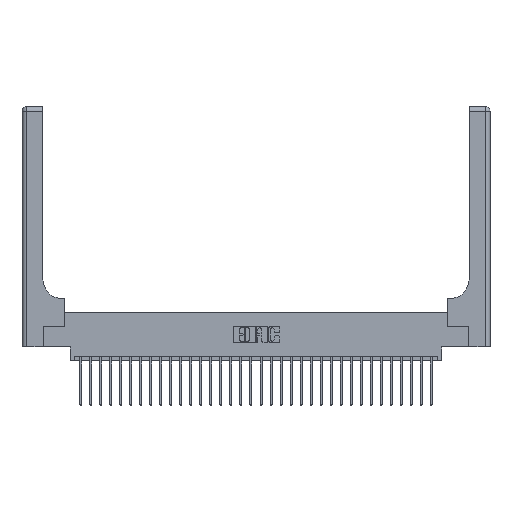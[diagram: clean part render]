
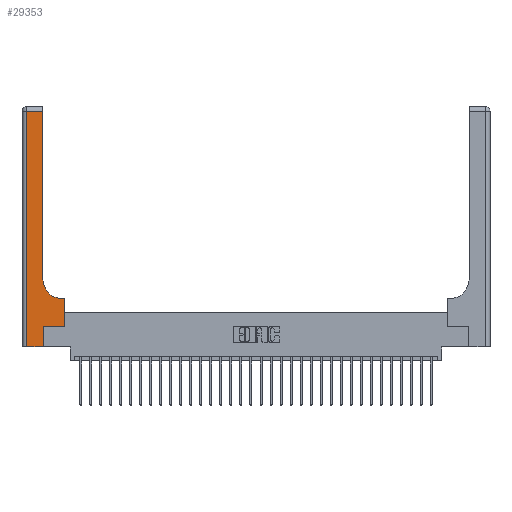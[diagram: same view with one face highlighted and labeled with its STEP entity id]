
A CAD part, top view. The second image highlights one B-rep face of the part: STEP entity #29353.
In plain terms, the highlighted planar face has unit normal (0, 0, 1).
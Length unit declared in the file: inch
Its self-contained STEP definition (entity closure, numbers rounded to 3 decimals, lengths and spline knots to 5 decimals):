
#8 = DIRECTION ( 'NONE',  ( 0., 0., -1. ) ) ;
#555 = CARTESIAN_POINT ( 'NONE',  ( 0.51, 0.6, 0.37 ) ) ;
#568 = AXIS2_PLACEMENT_3D ( 'NONE', #20182, #6434, #22480 ) ;
#842 = LINE ( 'NONE', #1740, #12318 ) ;
#883 = CARTESIAN_POINT ( 'NONE',  ( 0.26, 0.85, 0.37 ) ) ;
#1740 = CARTESIAN_POINT ( 'NONE',  ( 0., 2.94, 0.37 ) ) ;
#1760 = CARTESIAN_POINT ( 'NONE',  ( 0.26, 0.6, 0.37 ) ) ;
#2471 = LINE ( 'NONE', #23704, #20052 ) ;
#3548 = ORIENTED_EDGE ( 'NONE', *, *, #6319, .T. ) ;
#3940 = VERTEX_POINT ( 'NONE', #16910 ) ;
#4067 = DIRECTION ( 'NONE',  ( -1., 0., 0. ) ) ;
#4678 = CARTESIAN_POINT ( 'NONE',  ( 0.06, 2.94, 0.37 ) ) ;
#4889 = DIRECTION ( 'NONE',  ( 0., -1., 0. ) ) ;
#6153 = LINE ( 'NONE', #24595, #23739 ) ;
#6154 = VERTEX_POINT ( 'NONE', #4678 ) ;
#6226 = EDGE_CURVE ( 'NONE', #6154, #29346, #8065, .T. ) ;
#6319 = EDGE_CURVE ( 'NONE', #29346, #23049, #28822, .T. ) ;
#6345 = ORIENTED_EDGE ( 'NONE', *, *, #22216, .T. ) ;
#6434 = DIRECTION ( 'NONE',  ( 0., 0., -1. ) ) ;
#6838 = PLANE ( 'NONE',  #13412 ) ;
#7053 = VERTEX_POINT ( 'NONE', #883 ) ;
#7211 = CARTESIAN_POINT ( 'NONE',  ( 0.265, 0.25, 0.37 ) ) ;
#7928 = VECTOR ( 'NONE', #21077, 39.37008 ) ;
#8057 = VERTEX_POINT ( 'NONE', #11555 ) ;
#8058 = VECTOR ( 'NONE', #11997, 39.37008 ) ;
#8065 = LINE ( 'NONE', #13971, #20265 ) ;
#8393 = ORIENTED_EDGE ( 'NONE', *, *, #8520, .T. ) ;
#8492 = CARTESIAN_POINT ( 'NONE',  ( 0.26, 2.94, 0.37 ) ) ;
#8520 = EDGE_CURVE ( 'NONE', #27070, #8057, #6153, .T. ) ;
#8682 = LINE ( 'NONE', #1760, #14783 ) ;
#10672 = EDGE_LOOP ( 'NONE', ( #17394, #23150, #18759, #3548, #14332, #25399, #8393, #17319, #6345 ) ) ;
#11555 = CARTESIAN_POINT ( 'NONE',  ( 0.528, 0.6, 0.37 ) ) ;
#11854 = CARTESIAN_POINT ( 'NONE',  ( 0., 0., 0.37 ) ) ;
#11997 = DIRECTION ( 'NONE',  ( 0., 1., 0. ) ) ;
#12203 = VERTEX_POINT ( 'NONE', #8492 ) ;
#12318 = VECTOR ( 'NONE', #4067, 39.37008 ) ;
#12351 = DIRECTION ( 'NONE',  ( 0., 1., 0. ) ) ;
#13123 = DIRECTION ( 'NONE',  ( 0., 1., 0. ) ) ;
#13164 = DIRECTION ( 'NONE',  ( -1., 0., 0. ) ) ;
#13412 = AXIS2_PLACEMENT_3D ( 'NONE', #22883, #8, #16050 ) ;
#13971 = CARTESIAN_POINT ( 'NONE',  ( 0.06, 3., 0.37 ) ) ;
#14007 = FACE_OUTER_BOUND ( 'NONE', #10672, .T. ) ;
#14332 = ORIENTED_EDGE ( 'NONE', *, *, #19400, .T. ) ;
#14783 = VECTOR ( 'NONE', #13164, 39.37008 ) ;
#14865 = LINE ( 'NONE', #23439, #8058 ) ;
#15312 = EDGE_CURVE ( 'NONE', #3940, #27070, #20139, .T. ) ;
#16050 = DIRECTION ( 'NONE',  ( -1., 0., 0. ) ) ;
#16737 = EDGE_CURVE ( 'NONE', #7053, #12203, #2471, .T. ) ;
#16910 = CARTESIAN_POINT ( 'NONE',  ( 0.265, 0.25, 0.37 ) ) ;
#17319 = ORIENTED_EDGE ( 'NONE', *, *, #21577, .T. ) ;
#17365 = VECTOR ( 'NONE', #27770, 39.37008 ) ;
#17394 = ORIENTED_EDGE ( 'NONE', *, *, #16737, .T. ) ;
#18261 = CARTESIAN_POINT ( 'NONE',  ( 0.06, 0., 0.37 ) ) ;
#18759 = ORIENTED_EDGE ( 'NONE', *, *, #6226, .T. ) ;
#19400 = EDGE_CURVE ( 'NONE', #23049, #3940, #14865, .T. ) ;
#20052 = VECTOR ( 'NONE', #12351, 39.37008 ) ;
#20139 = LINE ( 'NONE', #7211, #7928 ) ;
#20182 = CARTESIAN_POINT ( 'NONE',  ( 0.51, 0.85, 0.37 ) ) ;
#20265 = VECTOR ( 'NONE', #4889, 39.37008 ) ;
#20951 = CARTESIAN_POINT ( 'NONE',  ( 0.265, 0., 0.37 ) ) ;
#21077 = DIRECTION ( 'NONE',  ( 1., 0., 0. ) ) ;
#21577 = EDGE_CURVE ( 'NONE', #8057, #25678, #8682, .T. ) ;
#22216 = EDGE_CURVE ( 'NONE', #25678, #7053, #23214, .T. ) ;
#22480 = DIRECTION ( 'NONE',  ( 1., 0., 0. ) ) ;
#22883 = CARTESIAN_POINT ( 'NONE',  ( 0., 3., 0.37 ) ) ;
#23049 = VERTEX_POINT ( 'NONE', #20951 ) ;
#23150 = ORIENTED_EDGE ( 'NONE', *, *, #24061, .T. ) ;
#23214 = CIRCLE ( 'NONE', #568, 0.25 ) ;
#23439 = CARTESIAN_POINT ( 'NONE',  ( 0.265, 0., 0.37 ) ) ;
#23704 = CARTESIAN_POINT ( 'NONE',  ( 0.26, 3., 0.37 ) ) ;
#23739 = VECTOR ( 'NONE', #13123, 39.37008 ) ;
#24061 = EDGE_CURVE ( 'NONE', #12203, #6154, #842, .T. ) ;
#24595 = CARTESIAN_POINT ( 'NONE',  ( 0.528, 0.25, 0.37 ) ) ;
#25399 = ORIENTED_EDGE ( 'NONE', *, *, #15312, .T. ) ;
#25678 = VERTEX_POINT ( 'NONE', #555 ) ;
#25714 = CARTESIAN_POINT ( 'NONE',  ( 0.528, 0.25, 0.37 ) ) ;
#27070 = VERTEX_POINT ( 'NONE', #25714 ) ;
#27770 = DIRECTION ( 'NONE',  ( 1., 0., 0. ) ) ;
#28822 = LINE ( 'NONE', #11854, #17365 ) ;
#29346 = VERTEX_POINT ( 'NONE', #18261 ) ;
#29353 = ADVANCED_FACE ( 'NONE', ( #14007 ), #6838, .F. ) ;
